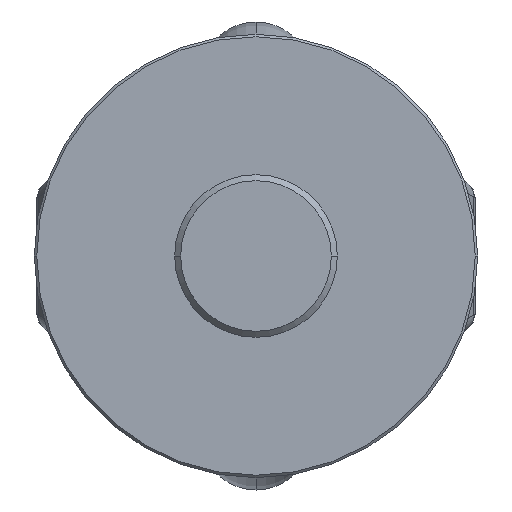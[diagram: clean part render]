
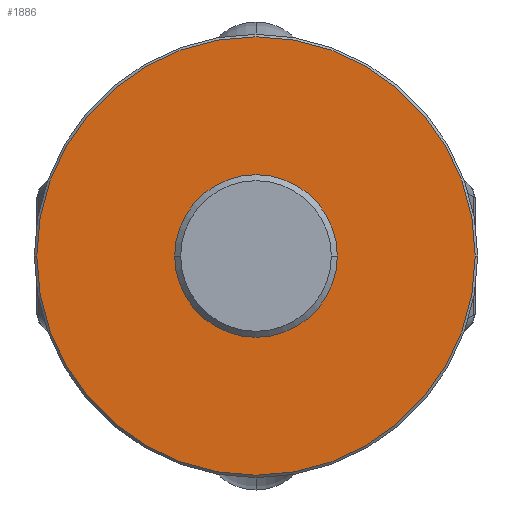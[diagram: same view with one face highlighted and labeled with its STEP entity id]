
A CAD part, front view. The second image highlights one B-rep face of the part: STEP entity #1886.
In plain terms, the highlighted planar face has unit normal (0, -1, 0).
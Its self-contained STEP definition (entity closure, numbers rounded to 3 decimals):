
#1=CARTESIAN_POINT('',(0.,0.,0.));
#2=DIRECTION('',(0.,-1.,0.));
#3=DIRECTION('',(1.,0.,0.));
#4=AXIS2_PLACEMENT_3D('',#1,#2,#3);
#10=CARTESIAN_POINT('',(0.,0.,0.));
#11=DIRECTION('',(0.,1.,0.));
#12=DIRECTION('',(1.,0.,0.));
#13=AXIS2_PLACEMENT_3D('',#10,#11,#12);
#52=CARTESIAN_POINT('',(0.,0.,0.));
#53=DIRECTION('',(0.,-1.,0.));
#54=DIRECTION('',(1.,0.,0.));
#55=AXIS2_PLACEMENT_3D('',#52,#53,#54);
#1432=CARTESIAN_POINT('',(0.,0.,0.));
#1433=DIRECTION('',(0.,1.,0.));
#1434=DIRECTION('',(1.,0.,0.));
#1435=AXIS2_PLACEMENT_3D('',#1432,#1433,#1434);
#1485=CARTESIAN_POINT('',(44.5,0.,0.));
#1486=CARTESIAN_POINT('',(-44.5,0.,0.));
#1487=VERTEX_POINT('',#1485);
#1488=VERTEX_POINT('',#1486);
#1541=CARTESIAN_POINT('',(16.5,0.,0.));
#1543=VERTEX_POINT('',#1541);
#1547=CARTESIAN_POINT('',(-16.5,0.,0.));
#1549=VERTEX_POINT('',#1547);
#1869=CARTESIAN_POINT('',(0.,0.,0.));
#1870=DIRECTION('',(0.,-1.,0.));
#1871=DIRECTION('',(-1.,0.,0.));
#1872=AXIS2_PLACEMENT_3D('',#1869,#1870,#1871);
#1873=PLANE('',#1872);
#1875=ORIENTED_EDGE('',*,*,#1874,.F.);
#1877=ORIENTED_EDGE('',*,*,#1876,.T.);
#1878=EDGE_LOOP('',(#1875,#1877));
#1879=FACE_OUTER_BOUND('',#1878,.F.);
#1881=ORIENTED_EDGE('',*,*,#1880,.T.);
#1883=ORIENTED_EDGE('',*,*,#1882,.F.);
#1884=EDGE_LOOP('',(#1881,#1883));
#1885=FACE_BOUND('',#1884,.F.);
#1886=ADVANCED_FACE('',(#1879,#1885),#1873,.T.);
#5=CIRCLE('',#4,16.5);
#14=CIRCLE('',#13,16.5);
#56=CIRCLE('',#55,44.5);
#1436=CIRCLE('',#1435,44.5);
#1874=EDGE_CURVE('',#1487,#1488,#56,.T.);
#1876=EDGE_CURVE('',#1487,#1488,#1436,.T.);
#1880=EDGE_CURVE('',#1543,#1549,#5,.T.);
#1882=EDGE_CURVE('',#1543,#1549,#14,.T.);
